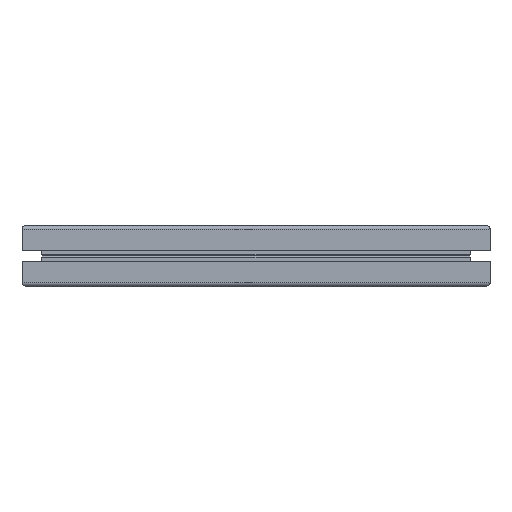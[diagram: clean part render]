
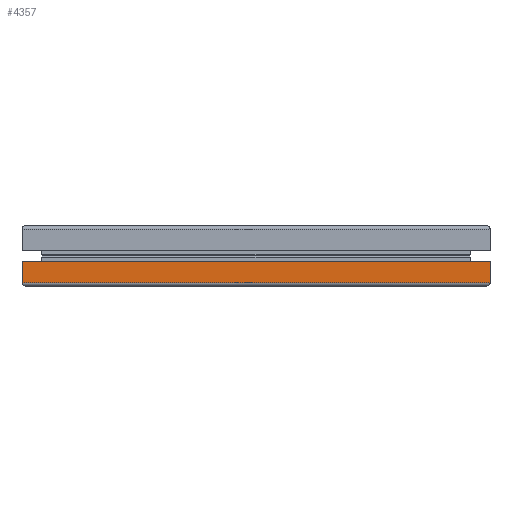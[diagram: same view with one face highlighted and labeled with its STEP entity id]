
A CAD part, top view. The second image highlights one B-rep face of the part: STEP entity #4357.
In plain terms, the highlighted planar face has unit normal (0, 0, 1).
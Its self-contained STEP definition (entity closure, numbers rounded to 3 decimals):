
#325=FACE_OUTER_BOUND('',#553,.T.);
#553=EDGE_LOOP('',(#3945,#3946,#3947,#3948));
#921=LINE('',#7182,#1369);
#1001=LINE('',#7349,#1449);
#1002=LINE('',#7353,#1450);
#1003=LINE('',#7354,#1451);
#1369=VECTOR('',#5775,15.6);
#1449=VECTOR('',#6027,350.);
#1450=VECTOR('',#6032,15.6);
#1451=VECTOR('',#6033,350.);
#2091=VERTEX_POINT('',#7179);
#2092=VERTEX_POINT('',#7181);
#2093=VERTEX_POINT('',#7348);
#2094=VERTEX_POINT('',#7352);
#2638=EDGE_CURVE('',#2091,#2092,#921,.T.);
#2719=EDGE_CURVE('',#2093,#2092,#1001,.T.);
#2721=EDGE_CURVE('',#2093,#2094,#1002,.T.);
#2722=EDGE_CURVE('',#2094,#2091,#1003,.T.);
#3945=ORIENTED_EDGE('',*,*,#2721,.F.);
#3946=ORIENTED_EDGE('',*,*,#2719,.T.);
#3947=ORIENTED_EDGE('',*,*,#2638,.F.);
#3948=ORIENTED_EDGE('',*,*,#2722,.F.);
#4146=PLANE('',#4788);
#4357=ADVANCED_FACE('',(#325),#4146,.T.);
#4788=AXIS2_PLACEMENT_3D('',#7351,#6030,#6031);
#5775=DIRECTION('',(0.,-1.,0.));
#6027=DIRECTION('',(1.,0.,0.));
#6030=DIRECTION('center_axis',(0.,0.,1.));
#6031=DIRECTION('ref_axis',(0.,-1.,0.));
#6032=DIRECTION('',(0.,1.,0.));
#6033=DIRECTION('',(1.,0.,0.));
#7179=CARTESIAN_POINT('',(178.46,-1077.398,888.496));
#7181=CARTESIAN_POINT('',(178.46,-1092.998,888.496));
#7182=CARTESIAN_POINT('',(178.46,-1077.398,888.496));
#7348=CARTESIAN_POINT('',(-171.54,-1092.998,888.496));
#7349=CARTESIAN_POINT('',(-171.54,-1092.998,888.496));
#7351=CARTESIAN_POINT('Origin',(-171.54,-1077.398,888.496));
#7352=CARTESIAN_POINT('',(-171.54,-1077.398,888.496));
#7353=CARTESIAN_POINT('',(-171.54,-1092.998,888.496));
#7354=CARTESIAN_POINT('',(-171.54,-1077.398,888.496));
